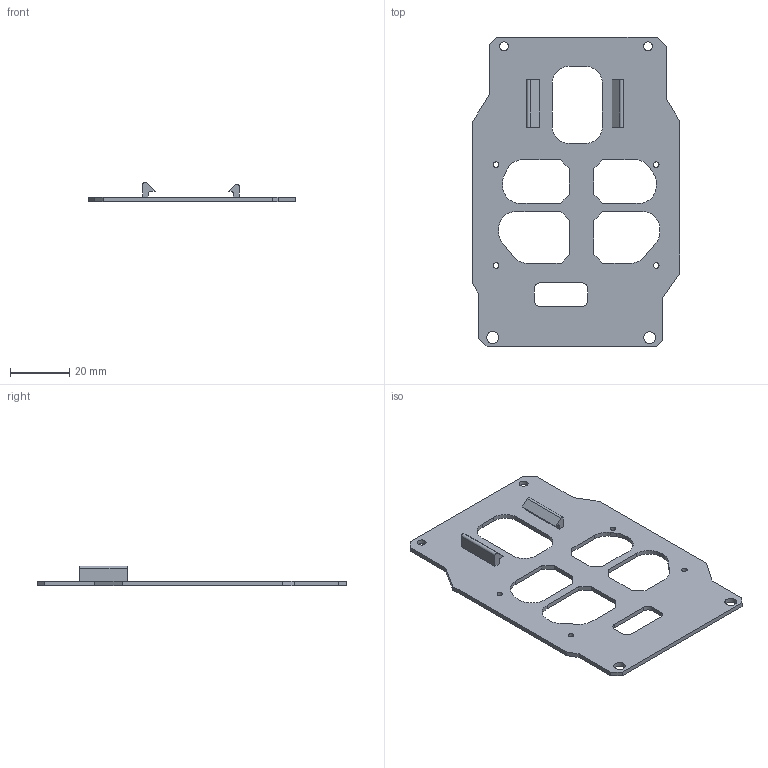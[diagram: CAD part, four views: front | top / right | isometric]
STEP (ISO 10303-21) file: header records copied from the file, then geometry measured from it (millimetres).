
FILE_DESCRIPTION(/* description */ (''),/* implementation_level */ '2;1');
FILE_NAME(/* name */ 'mo5.stp',/* time_stamp */ '2021-01-28T17:35:27+08:00',/* author */ (''),/* organization */ (''),/* preprocessor_version */ 'ST-DEVELOPER v16',/* originating_system */ 'SIEMENS PLM Software NX 10.0',/* authorisation */ '');
FILE_SCHEMA (('CONFIG_CONTROL_DESIGN'));
Length unit declared in the file: millimetre
Products named in the file (1): _model5
Bounding box: 70 x 104.51 x 6.54 mm (x, y, z)
Volume: 7822.5 mm3; surface area: 11554.3 mm2
Topology: 1 solids, 1 shells, 98 faces, 282 edges, 188 vertices
Faces by surface type: plane 66, cylinder 32
Full cylindrical faces by diameter (mm): 1.9 x4, 3 x2, 4 x2
Entity records: 3310 total; most frequent: CARTESIAN_POINT 561, ORIENTED_EDGE 548, DIRECTION 536, EDGE_CURVE 274, LINE 210, VECTOR 210, VERTEX_POINT 188, AXIS2_PLACEMENT_3D 163
